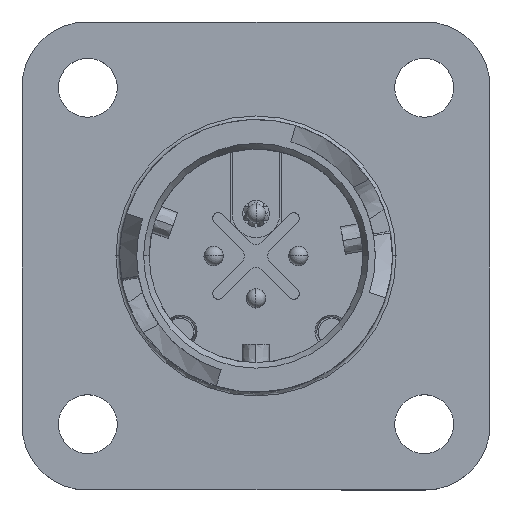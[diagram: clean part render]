
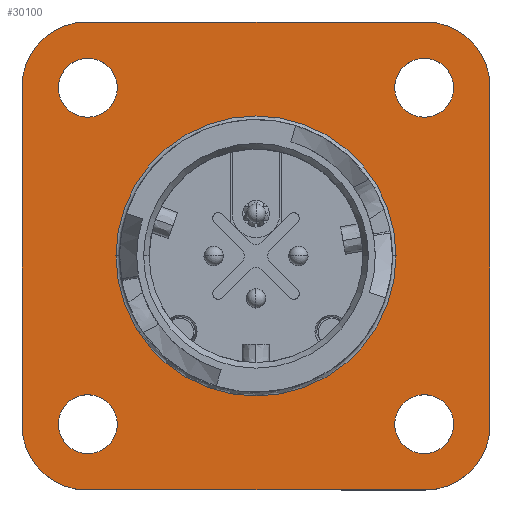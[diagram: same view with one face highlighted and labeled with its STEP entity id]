
A CAD part, top view. The second image highlights one B-rep face of the part: STEP entity #30100.
In plain terms, the highlighted face is planar.
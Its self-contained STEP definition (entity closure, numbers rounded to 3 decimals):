
#28430=CARTESIAN_POINT('',(3.95,-11.43,10.73));
#28440=VERTEX_POINT('',#28430);
#28470=CARTESIAN_POINT('',(3.95,-11.43,9.13));
#28480=DIRECTION('',(-1.,0.,0.));
#28490=DIRECTION('',(0.,0.,-1.));
#28500=AXIS2_PLACEMENT_3D('',#28470,#28480,#28490);
#28510=CIRCLE('',#28500,1.6);
#28520=CARTESIAN_POINT('',(3.95,-11.43,7.53));
#28530=VERTEX_POINT('',#28520);
#28540=EDGE_CURVE('',#28530,#28440,#28510,.T.);
#28660=CARTESIAN_POINT('',(3.95,-2.3,
0.));
#28670=DIRECTION('',(-1.,0.,0.));
#28680=DIRECTION('',(0.,0.,1.));
#28690=AXIS2_PLACEMENT_3D('',#28660,#28670,#28680);
#28700=PLANE('',#28690);
#28710=CARTESIAN_POINT('',(3.95,-11.5,-9.2));
#28720=DIRECTION('',(-1.,0.,0.));
#28730=DIRECTION('',(0.,0.,1.));
#28740=AXIS2_PLACEMENT_3D('',#28710,#28720,#28730);
#28750=CIRCLE('',#28740,3.5);
#28760=CARTESIAN_POINT('',(3.95,-11.5,-12.7));
#28770=VERTEX_POINT('',#28760);
#28780=CARTESIAN_POINT('',(3.95,-15.,-9.2));
#28790=VERTEX_POINT('',#28780);
#28800=EDGE_CURVE('',#28770,#28790,#28750,.T.);
#28810=ORIENTED_EDGE('',*,*,#28800,.T.);
#28820=CARTESIAN_POINT('',(3.95,-2.3,-12.7));
#28830=DIRECTION('',(0.,-1.,0.));
#28840=VECTOR('',#28830,1.);
#28850=LINE('',#28820,#28840);
#28860=CARTESIAN_POINT('',(3.95,6.9,-12.7));
#28870=VERTEX_POINT('',#28860);
#28880=EDGE_CURVE('',#28870,#28770,#28850,.T.);
#28890=ORIENTED_EDGE('',*,*,#28880,.T.);
#28900=CARTESIAN_POINT('',(3.95,6.9,
-9.2));
#28910=DIRECTION('',(-1.,0.,0.));
#28920=DIRECTION('',(0.,0.,1.));
#28930=AXIS2_PLACEMENT_3D('',#28900,#28910,#28920);
#28940=CIRCLE('',#28930,3.5);
#28950=CARTESIAN_POINT('',(3.95,10.4,-9.2));
#28960=VERTEX_POINT('',#28950);
#28970=EDGE_CURVE('',#28960,#28870,#28940,.T.);
#28980=ORIENTED_EDGE('',*,*,#28970,.T.);
#28990=CARTESIAN_POINT('',(3.95,10.4,0.))
;
#29000=DIRECTION('',(0.,0.,1.));
#29010=VECTOR('',#29000,1.);
#29020=LINE('',#28990,#29010);
#29030=CARTESIAN_POINT('',(3.95,10.4,9.2));
#29040=VERTEX_POINT('',#29030);
#29050=EDGE_CURVE('',#28960,#29040,#29020,.T.);
#29060=ORIENTED_EDGE('',*,*,#29050,.F.);
#29070=CARTESIAN_POINT('',(3.95,6.9,
9.2));
#29080=DIRECTION('',(1.,0.,0.));
#29090=DIRECTION('',(0.,0.,-1.));
#29100=AXIS2_PLACEMENT_3D('',#29070,#29080,#29090);
#29110=CIRCLE('',#29100,3.5);
#29120=CARTESIAN_POINT('',(3.95,6.9,12.7));
#29130=VERTEX_POINT('',#29120);
#29140=EDGE_CURVE('',#29040,#29130,#29110,.T.);
#29150=ORIENTED_EDGE('',*,*,#29140,.F.);
#29160=CARTESIAN_POINT('',(3.95,-2.3,12.7));
#29170=DIRECTION('',(0.,-1.,0.));
#29180=VECTOR('',#29170,1.);
#29190=LINE('',#29160,#29180);
#29200=CARTESIAN_POINT('',(3.95,-11.5,12.7));
#29210=VERTEX_POINT('',#29200);
#29220=EDGE_CURVE('',#29130,#29210,#29190,.T.);
#29230=ORIENTED_EDGE('',*,*,#29220,.F.);
#29240=CARTESIAN_POINT('',(3.95,-11.5,9.2));
#29250=DIRECTION('',(1.,0.,0.));
#29260=DIRECTION('',(0.,0.,-1.));
#29270=AXIS2_PLACEMENT_3D('',#29240,#29250,#29260);
#29280=CIRCLE('',#29270,3.5);
#29290=CARTESIAN_POINT('',(3.95,-15.,9.2));
#29300=VERTEX_POINT('',#29290);
#29310=EDGE_CURVE('',#29210,#29300,#29280,.T.);
#29320=ORIENTED_EDGE('',*,*,#29310,.F.);
#29330=CARTESIAN_POINT('',(3.95,-15.,0.))
;
#29340=DIRECTION('',(0.,0.,1.));
#29350=VECTOR('',#29340,1.);
#29360=LINE('',#29330,#29350);
#29370=EDGE_CURVE('',#28790,#29300,#29360,.T.);
#29380=ORIENTED_EDGE('',*,*,#29370,.T.);
#29390=EDGE_LOOP('',(#29380,#29320,#29230,#29150,#29060,#28980,#28890,
#28810));
#29400=FACE_OUTER_BOUND('',#29390,.T.);
#29410=CARTESIAN_POINT('',(3.95,6.83,
-9.13));
#29420=DIRECTION('',(-1.,0.,0.));
#29430=DIRECTION('',(0.,0.,-1.));
#29440=AXIS2_PLACEMENT_3D('',#29410,#29420,#29430);
#29450=CIRCLE('',#29440,1.6);
#29460=CARTESIAN_POINT('',(3.95,6.83,-10.73));
#29470=VERTEX_POINT('',#29460);
#29480=CARTESIAN_POINT('',(3.95,6.83,
-7.53));
#29490=VERTEX_POINT('',#29480);
#29500=EDGE_CURVE('',#29470,#29490,#29450,.T.);
#29510=ORIENTED_EDGE('',*,*,#29500,.F.);
#29520=EDGE_CURVE('',#29490,#29470,#29450,.T.);
#29530=ORIENTED_EDGE('',*,*,#29520,.F.);
#29540=EDGE_LOOP('',(#29530,#29510));
#29550=FACE_BOUND('',#29540,.T.);
#29560=CARTESIAN_POINT('',(3.95,-11.43,-9.13));
#29570=DIRECTION('',(-1.,0.,0.));
#29580=DIRECTION('',(0.,0.,-1.));
#29590=AXIS2_PLACEMENT_3D('',#29560,#29570,#29580);
#29600=CIRCLE('',#29590,1.6);
#29610=CARTESIAN_POINT('',(3.95,-11.43,-10.73));
#29620=VERTEX_POINT('',#29610);
#29630=CARTESIAN_POINT('',(3.95,-11.43,-7.53));
#29640=VERTEX_POINT('',#29630);
#29650=EDGE_CURVE('',#29620,#29640,#29600,.T.);
#29660=ORIENTED_EDGE('',*,*,#29650,.F.);
#29670=EDGE_CURVE('',#29640,#29620,#29600,.T.);
#29680=ORIENTED_EDGE('',*,*,#29670,.F.);
#29690=EDGE_LOOP('',(#29680,#29660));
#29700=FACE_BOUND('',#29690,.T.);
#29710=ORIENTED_EDGE('',*,*,#28540,.F.);
#29720=EDGE_CURVE('',#28440,#28530,#28510,.T.);
#29730=ORIENTED_EDGE('',*,*,#29720,.F.);
#29740=EDGE_LOOP('',(#29730,#29710));
#29750=FACE_BOUND('',#29740,.T.);
#29760=CARTESIAN_POINT('',(3.95,6.83,
9.13));
#29770=DIRECTION('',(-1.,0.,0.));
#29780=DIRECTION('',(0.,0.,-1.));
#29790=AXIS2_PLACEMENT_3D('',#29760,#29770,#29780);
#29800=CIRCLE('',#29790,1.6);
#29810=CARTESIAN_POINT('',(3.95,6.83,
7.53));
#29820=VERTEX_POINT('',#29810);
#29830=CARTESIAN_POINT('',(3.95,6.83,10.73));
#29840=VERTEX_POINT('',#29830);
#29850=EDGE_CURVE('',#29820,#29840,#29800,.T.);
#29860=ORIENTED_EDGE('',*,*,#29850,.F.);
#29870=EDGE_CURVE('',#29840,#29820,#29800,.T.);
#29880=ORIENTED_EDGE('',*,*,#29870,.F.);
#29890=EDGE_LOOP('',(#29880,#29860));
#29900=FACE_BOUND('',#29890,.T.);
#29910=CARTESIAN_POINT('',(3.95,-2.3,
0.));
#29920=DIRECTION('',(-1.,0.,0.));
#29930=DIRECTION('',(0.,0.,1.));
#29940=AXIS2_PLACEMENT_3D('',#29910,#29920,#29930);
#29950=CIRCLE('',#29940,7.6);
#29960=CARTESIAN_POINT('',(3.95,5.3,
0.));
#29970=VERTEX_POINT('',#29960);
#29980=CARTESIAN_POINT('',(3.95,-2.3,
-7.6));
#29990=VERTEX_POINT('',#29980);
#30000=EDGE_CURVE('',#29970,#29990,#29950,.T.);
#30010=ORIENTED_EDGE('',*,*,#30000,.F.);
#30020=CARTESIAN_POINT('',(3.95,-2.3,
7.6));
#30030=VERTEX_POINT('',#30020);
#30040=EDGE_CURVE('',#29990,#30030,#29950,.T.);
#30050=ORIENTED_EDGE('',*,*,#30040,.F.);
#30060=EDGE_CURVE('',#30030,#29970,#29950,.T.);
#30070=ORIENTED_EDGE('',*,*,#30060,.F.);
#30080=EDGE_LOOP('',(#30070,#30050,#30010));
#30090=FACE_BOUND('',#30080,.T.);
#30100=ADVANCED_FACE('',(#29400,#29550,#29700,#29750,#29900,#30090),
#28700,.T.);
